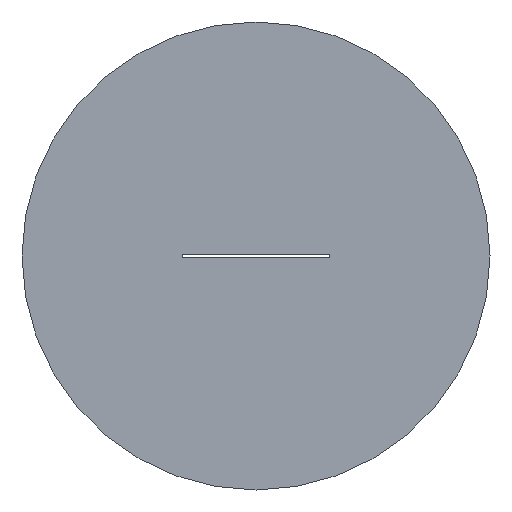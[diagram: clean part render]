
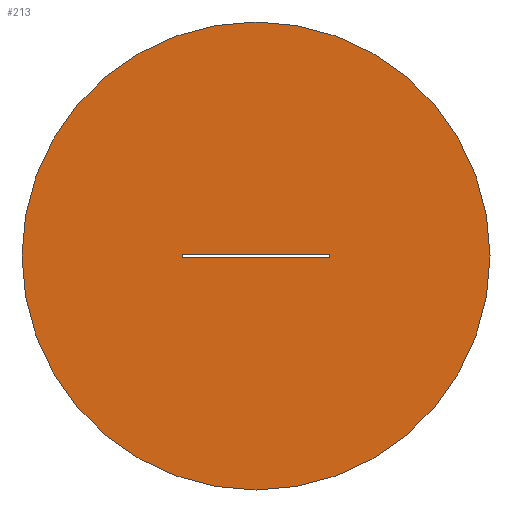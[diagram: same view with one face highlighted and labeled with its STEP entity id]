
A CAD part, front view. The second image highlights one B-rep face of the part: STEP entity #213.
In plain terms, the highlighted planar face has unit normal (0, -1, 0).
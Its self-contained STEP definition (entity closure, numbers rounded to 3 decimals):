
#7 = EDGE_CURVE ( 'NONE', #94, #68, #220, .T. ) ;
#8 = ORIENTED_EDGE ( 'NONE', *, *, #60, .T. ) ;
#13 = DIRECTION ( 'NONE',  ( 0., 1., 0. ) ) ;
#18 = ORIENTED_EDGE ( 'NONE', *, *, #207, .T. ) ;
#20 = ORIENTED_EDGE ( 'NONE', *, *, #135, .T. ) ;
#30 = CARTESIAN_POINT ( 'NONE',  ( -1.5, 0., -0.038 ) ) ;
#31 = DIRECTION ( 'NONE',  ( 1., 0., 0. ) ) ;
#35 = DIRECTION ( 'NONE',  ( 0., 1., 0. ) ) ;
#38 = FACE_BOUND ( 'NONE', #264, .T. ) ;
#40 = VERTEX_POINT ( 'NONE', #260 ) ;
#52 = DIRECTION ( 'NONE',  ( -1., 0., 0. ) ) ;
#55 = VECTOR ( 'NONE', #31, 1000. ) ;
#57 = CARTESIAN_POINT ( 'NONE',  ( 0., 0., 0. ) ) ;
#60 = EDGE_CURVE ( 'NONE', #178, #40, #235, .T. ) ;
#68 = VERTEX_POINT ( 'NONE', #189 ) ;
#71 = DIRECTION ( 'NONE',  ( 0., 0., 1. ) ) ;
#92 = CIRCLE ( 'NONE', #186, 4.75 ) ;
#94 = VERTEX_POINT ( 'NONE', #219 ) ;
#98 = LINE ( 'NONE', #146, #253 ) ;
#101 = DIRECTION ( 'NONE',  ( 0., 0., 1. ) ) ;
#106 = EDGE_CURVE ( 'NONE', #164, #178, #137, .T. ) ;
#119 = CARTESIAN_POINT ( 'NONE',  ( -1.5, 0., 0.037 ) ) ;
#121 = CARTESIAN_POINT ( 'NONE',  ( -1.5, 0., -0.038 ) ) ;
#124 = DIRECTION ( 'NONE',  ( 0., 0., -1. ) ) ;
#135 = EDGE_CURVE ( 'NONE', #183, #164, #167, .T. ) ;
#137 = LINE ( 'NONE', #30, #292 ) ;
#139 = DIRECTION ( 'NONE',  ( 0., 1., 0. ) ) ;
#146 = CARTESIAN_POINT ( 'NONE',  ( 1.5, 0., -0.038 ) ) ;
#160 = VECTOR ( 'NONE', #52, 1000. ) ;
#164 = VERTEX_POINT ( 'NONE', #169 ) ;
#167 = LINE ( 'NONE', #121, #160 ) ;
#169 = CARTESIAN_POINT ( 'NONE',  ( -1.5, 0., -0.038 ) ) ;
#174 = DIRECTION ( 'NONE',  ( 0., 0., 1. ) ) ;
#178 = VERTEX_POINT ( 'NONE', #300 ) ;
#183 = VERTEX_POINT ( 'NONE', #274 ) ;
#186 = AXIS2_PLACEMENT_3D ( 'NONE', #57, #13, #174 ) ;
#189 = CARTESIAN_POINT ( 'NONE',  ( 0., 0., -4.75 ) ) ;
#194 = FACE_OUTER_BOUND ( 'NONE', #250, .T. ) ;
#200 = AXIS2_PLACEMENT_3D ( 'NONE', #242, #139, #238 ) ;
#202 = ORIENTED_EDGE ( 'NONE', *, *, #7, .F. ) ;
#207 = EDGE_CURVE ( 'NONE', #40, #183, #98, .T. ) ;
#209 = ORIENTED_EDGE ( 'NONE', *, *, #285, .F. ) ;
#213 = ADVANCED_FACE ( 'NONE', ( #194, #38 ), #244, .F. ) ;
#219 = CARTESIAN_POINT ( 'NONE',  ( 0., 0., 4.75 ) ) ;
#220 = CIRCLE ( 'NONE', #200, 4.75 ) ;
#224 = CARTESIAN_POINT ( 'NONE',  ( 0., 0., 0. ) ) ;
#235 = LINE ( 'NONE', #119, #55 ) ;
#238 = DIRECTION ( 'NONE',  ( 0., 0., 1. ) ) ;
#242 = CARTESIAN_POINT ( 'NONE',  ( 0., 0., 0. ) ) ;
#243 = AXIS2_PLACEMENT_3D ( 'NONE', #224, #35, #101 ) ;
#244 = PLANE ( 'NONE',  #243 ) ;
#250 = EDGE_LOOP ( 'NONE', ( #209, #202 ) ) ;
#253 = VECTOR ( 'NONE', #124, 1000. ) ;
#260 = CARTESIAN_POINT ( 'NONE',  ( 1.5, 0., 0.037 ) ) ;
#264 = EDGE_LOOP ( 'NONE', ( #18, #20, #282, #8 ) ) ;
#274 = CARTESIAN_POINT ( 'NONE',  ( 1.5, 0., -0.038 ) ) ;
#282 = ORIENTED_EDGE ( 'NONE', *, *, #106, .T. ) ;
#285 = EDGE_CURVE ( 'NONE', #68, #94, #92, .T. ) ;
#292 = VECTOR ( 'NONE', #71, 1000. ) ;
#300 = CARTESIAN_POINT ( 'NONE',  ( -1.5, 0., 0.037 ) ) ;
